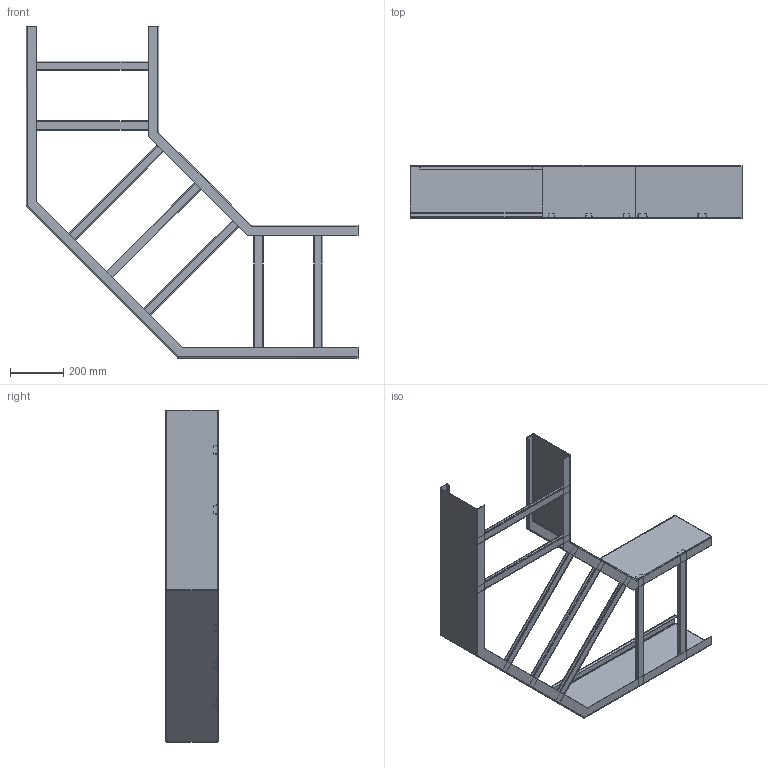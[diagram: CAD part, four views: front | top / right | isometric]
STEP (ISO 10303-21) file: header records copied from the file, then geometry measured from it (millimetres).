
FILE_DESCRIPTION((''),'2;1');
FILE_NAME('6233457_ASM','2013-01-10T',('AndreasKeweloh'),(''),'PRO/ENGINEER BY PARAMETRIC TECHNOLOGY CORPORATION, 2012230','PRO/ENGINEER BY PARAMETRIC TECHNOLOGY CORPORATION, 2012230','');
FILE_SCHEMA(('CONFIG_CONTROL_DESIGN'));
Length unit declared in the file: millimetre
Products named in the file (5): 6233422_HOLM_I; 6233457_HOLM_A; 6233457_SPRO1; 6233457_SPRO2; 6233457_ASM
Assembly tree (9 placements, depth 2):
  6233457_ASM
    6233422_HOLM_I
    6233457_HOLM_A
    6233457_SPRO1  x4
    6233457_SPRO2  x3
Bounding box: 1250 x 200 x 1250 mm (x, y, z)
Volume: 2990436 mm3; surface area: 2536271.3 mm2
Topology: 9 solids, 9 shells, 234 faces, 624 edges, 408 vertices
Faces by surface type: plane 142, cylinder 92
Entity records: 4185 total; most frequent: CARTESIAN_POINT 982, ORIENTED_EDGE 648, DIRECTION 632, EDGE_CURVE 324, VECTOR 244, LINE 244, VERTEX_POINT 208, AXIS2_PLACEMENT_3D 194
